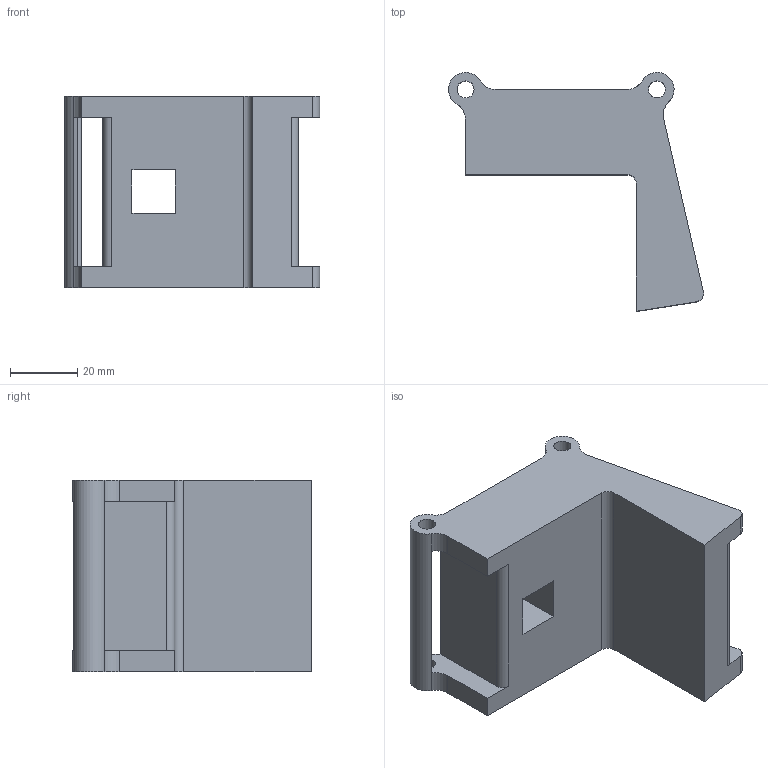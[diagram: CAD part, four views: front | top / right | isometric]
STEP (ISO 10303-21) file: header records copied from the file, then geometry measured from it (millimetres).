
FILE_DESCRIPTION(/* description */ ('Alibre Inc.'),/* implementation_level */ '2;1');
FILE_NAME(/* name */ 'export0',/* time_stamp */ '2013-09-08T12:23:13-04:00',/* author */ (''),/* organization */ (''),/* preprocessor_version */ 'ST-DEVELOPER v14',/* originating_system */ 'Alibre',/* authorisation */ '');
FILE_SCHEMA (('CONFIG_CONTROL_DESIGN'));
Length unit declared in the file: centimetre
Products named in the file (1): ID_1
Bounding box: 75.94 x 71.12 x 57.15 mm (x, y, z)
Volume: 97176.4 mm3; surface area: 23061 mm2
Topology: 1 solids, 1 shells, 41 faces, 134 edges, 88 vertices
Faces by surface type: plane 24, cylinder 17
Full cylindrical faces by diameter (mm): 5.08 x2
Entity records: 1479 total; most frequent: ORIENTED_EDGE 258, CARTESIAN_POINT 242, DIRECTION 216, EDGE_CURVE 129, VERTEX_POINT 86, AXIS2_PLACEMENT_3D 82, VECTOR 74, LINE 74
